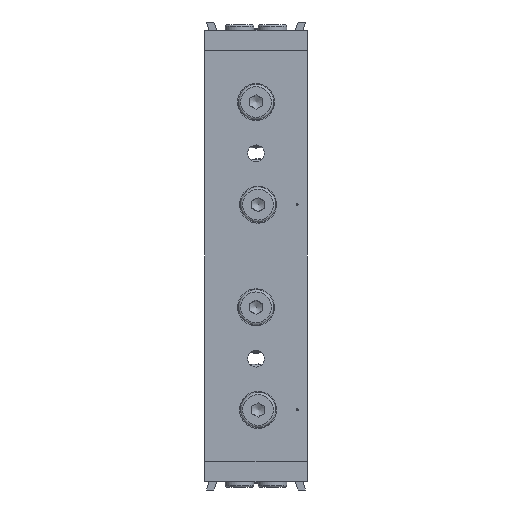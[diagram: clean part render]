
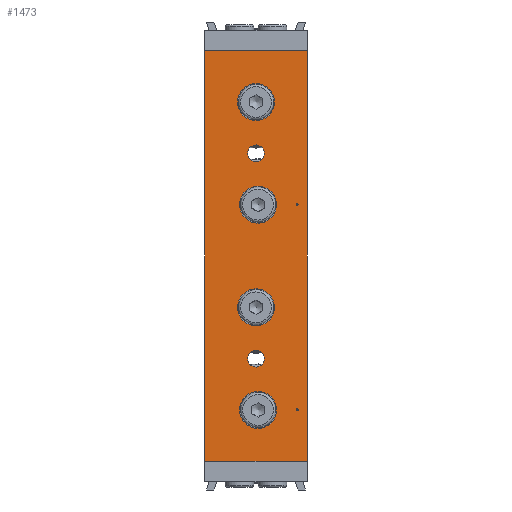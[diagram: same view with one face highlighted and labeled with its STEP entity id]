
A CAD part, left-side view. The second image highlights one B-rep face of the part: STEP entity #1473.
In plain terms, the highlighted planar face has unit normal (-1, 0, 0).
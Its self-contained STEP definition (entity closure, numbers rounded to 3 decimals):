
#230=CARTESIAN_POINT('',(0.0,12.5,92.0));
#231=VERTEX_POINT('',#230);
#232=CARTESIAN_POINT('',(0.0,12.5,87.5));
#233=DIRECTION('',(1.0,0.0,0.0));
#234=DIRECTION('',(0.0,0.0,1.0));
#235=AXIS2_PLACEMENT_3D('',#232,#233,#234);
#236=CIRCLE('',#235,4.5);
#237=EDGE_CURVE('',#231,#231,#236,.T.);
#811=CARTESIAN_POINT('',(0.0,12.5,42.0));
#812=VERTEX_POINT('',#811);
#813=CARTESIAN_POINT('',(0.0,12.5,37.5));
#814=DIRECTION('',(1.0,0.0,0.0));
#815=DIRECTION('',(0.0,0.0,1.0));
#816=AXIS2_PLACEMENT_3D('',#813,#814,#815);
#817=CIRCLE('',#816,4.5);
#818=EDGE_CURVE('',#812,#812,#817,.T.);
#885=CARTESIAN_POINT('',(0.0,12.5,77.067));
#886=VERTEX_POINT('',#885);
#887=CARTESIAN_POINT('',(0.0,12.5,75.0));
#888=DIRECTION('',(1.0,0.0,0.0));
#889=DIRECTION('',(0.0,0.0,1.0));
#890=AXIS2_PLACEMENT_3D('',#887,#888,#889);
#891=CIRCLE('',#890,2.067);
#892=EDGE_CURVE('',#886,#886,#891,.T.);
#934=CARTESIAN_POINT('',(0.0,12.5,27.067));
#935=VERTEX_POINT('',#934);
#936=CARTESIAN_POINT('',(0.0,12.5,25.0));
#937=DIRECTION('',(1.0,0.0,0.0));
#938=DIRECTION('',(0.0,0.0,1.0));
#939=AXIS2_PLACEMENT_3D('',#936,#937,#938);
#940=CIRCLE('',#939,2.067);
#941=EDGE_CURVE('',#935,#935,#940,.T.);
#1021=CARTESIAN_POINT('',(0.0,2.5,62.75));
#1022=VERTEX_POINT('',#1021);
#1023=CARTESIAN_POINT('',(0.0,2.5,62.5));
#1024=DIRECTION('',(1.0,0.0,0.0));
#1025=DIRECTION('',(0.0,0.0,1.0));
#1026=AXIS2_PLACEMENT_3D('',#1023,#1024,#1025);
#1027=CIRCLE('',#1026,0.25);
#1028=EDGE_CURVE('',#1022,#1022,#1027,.T.);
#1159=CARTESIAN_POINT('',(0.0,12.,67.0));
#1160=VERTEX_POINT('',#1159);
#1161=CARTESIAN_POINT('',(0.0,12.,62.5));
#1162=DIRECTION('',(1.0,0.0,0.0));
#1163=DIRECTION('',(0.0,0.0,1.0));
#1164=AXIS2_PLACEMENT_3D('',#1161,#1162,#1163);
#1165=CIRCLE('',#1164,4.5);
#1166=EDGE_CURVE('',#1160,#1160,#1165,.T.);
#1293=CARTESIAN_POINT('',(0.0,2.5,12.75));
#1294=VERTEX_POINT('',#1293);
#1295=CARTESIAN_POINT('',(0.0,2.5,12.5));
#1296=DIRECTION('',(1.0,0.0,0.0));
#1297=DIRECTION('',(0.0,0.0,1.0));
#1298=AXIS2_PLACEMENT_3D('',#1295,#1296,#1297);
#1299=CIRCLE('',#1298,0.25);
#1300=EDGE_CURVE('',#1294,#1294,#1299,.T.);
#1362=CARTESIAN_POINT('',(0.0,12.,17.0));
#1363=VERTEX_POINT('',#1362);
#1364=CARTESIAN_POINT('',(0.0,12.,12.5));
#1365=DIRECTION('',(1.0,0.0,0.0));
#1366=DIRECTION('',(0.0,0.0,1.0));
#1367=AXIS2_PLACEMENT_3D('',#1364,#1365,#1366);
#1368=CIRCLE('',#1367,4.5);
#1369=EDGE_CURVE('',#1363,#1363,#1368,.T.);
#1410=CARTESIAN_POINT('',(0.0,0.0,0.0));
#1411=DIRECTION('',(-1.0,0.0,0.0));
#1412=DIRECTION('',(0.0,0.0,1.0));
#1413=AXIS2_PLACEMENT_3D('',#1410,#1411,#1412);
#1414=PLANE('',#1413);
#1415=CARTESIAN_POINT('',(0.0,0.0,100.0));
#1416=VERTEX_POINT('',#1415);
#1417=CARTESIAN_POINT('',(0.0,25.0,100.0));
#1418=VERTEX_POINT('',#1417);
#1419=CARTESIAN_POINT('',(0.0,0.0,100.0));
#1420=DIRECTION('',(0.0,1.0,0.0));
#1421=VECTOR('',#1420,25.0);
#1422=LINE('',#1419,#1421);
#1423=EDGE_CURVE('',#1416,#1418,#1422,.T.);
#1424=ORIENTED_EDGE('',*,*,#1423,.T.);
#1425=CARTESIAN_POINT('',(0.0,25.0,0.0));
#1426=VERTEX_POINT('',#1425);
#1427=CARTESIAN_POINT('',(0.0,25.0,0.0));
#1428=DIRECTION('',(0.0,0.0,1.0));
#1429=VECTOR('',#1428,100.0);
#1430=LINE('',#1427,#1429);
#1431=EDGE_CURVE('',#1426,#1418,#1430,.T.);
#1432=ORIENTED_EDGE('',*,*,#1431,.F.);
#1433=CARTESIAN_POINT('',(0.0,0.0,0.0));
#1434=VERTEX_POINT('',#1433);
#1435=CARTESIAN_POINT('',(0.0,25.0,0.0));
#1436=DIRECTION('',(0.0,-1.0,0.0));
#1437=VECTOR('',#1436,25.0);
#1438=LINE('',#1435,#1437);
#1439=EDGE_CURVE('',#1426,#1434,#1438,.T.);
#1440=ORIENTED_EDGE('',*,*,#1439,.T.);
#1441=CARTESIAN_POINT('',(0.0,0.0,0.0));
#1442=DIRECTION('',(0.0,0.0,1.0));
#1443=VECTOR('',#1442,100.0);
#1444=LINE('',#1441,#1443);
#1445=EDGE_CURVE('',#1434,#1416,#1444,.T.);
#1446=ORIENTED_EDGE('',*,*,#1445,.T.);
#1447=EDGE_LOOP('',(#1424,#1432,#1440,#1446));
#1448=FACE_OUTER_BOUND('',#1447,.T.);
#1449=ORIENTED_EDGE('',*,*,#237,.T.);
#1450=EDGE_LOOP('',(#1449));
#1451=FACE_BOUND('',#1450,.T.);
#1452=ORIENTED_EDGE('',*,*,#818,.T.);
#1453=EDGE_LOOP('',(#1452));
#1454=FACE_BOUND('',#1453,.T.);
#1455=ORIENTED_EDGE('',*,*,#892,.T.);
#1456=EDGE_LOOP('',(#1455));
#1457=FACE_BOUND('',#1456,.T.);
#1458=ORIENTED_EDGE('',*,*,#941,.T.);
#1459=EDGE_LOOP('',(#1458));
#1460=FACE_BOUND('',#1459,.T.);
#1461=ORIENTED_EDGE('',*,*,#1028,.T.);
#1462=EDGE_LOOP('',(#1461));
#1463=FACE_BOUND('',#1462,.T.);
#1464=ORIENTED_EDGE('',*,*,#1166,.T.);
#1465=EDGE_LOOP('',(#1464));
#1466=FACE_BOUND('',#1465,.T.);
#1467=ORIENTED_EDGE('',*,*,#1300,.T.);
#1468=EDGE_LOOP('',(#1467));
#1469=FACE_BOUND('',#1468,.T.);
#1470=ORIENTED_EDGE('',*,*,#1369,.T.);
#1471=EDGE_LOOP('',(#1470));
#1472=FACE_BOUND('',#1471,.T.);
#1473=ADVANCED_FACE('',(#1448,#1451,#1454,#1457,#1460,#1463,#1466,#1469,#1472),#1414,.T.);
